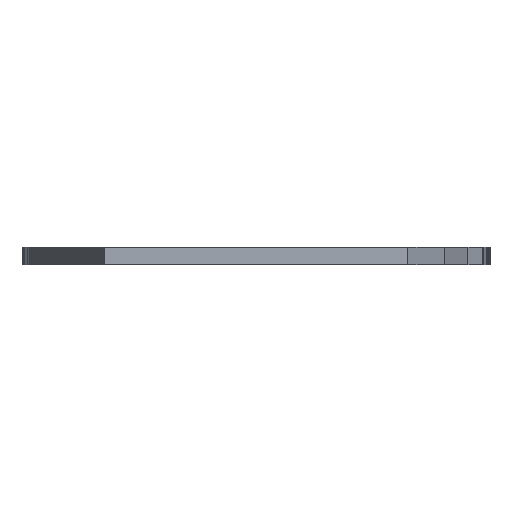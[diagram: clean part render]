
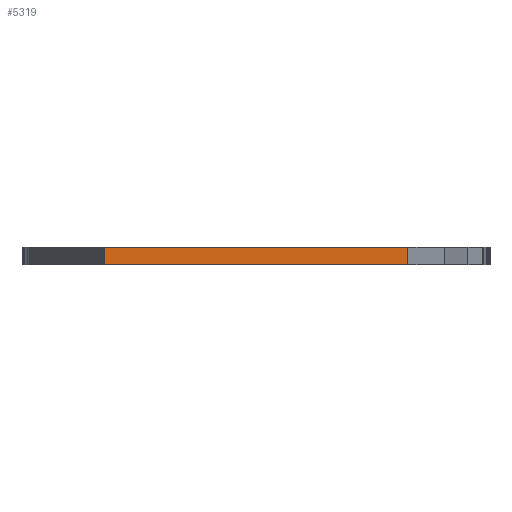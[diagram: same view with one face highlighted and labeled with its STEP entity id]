
A CAD part, front view. The second image highlights one B-rep face of the part: STEP entity #5319.
In plain terms, the highlighted planar face has unit normal (0, -1, 0).
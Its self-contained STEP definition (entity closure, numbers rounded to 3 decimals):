
#83 = PLANE('',#84);
#84 = AXIS2_PLACEMENT_3D('',#85,#86,#87);
#85 = CARTESIAN_POINT('',(2.025,0.047,1.6));
#86 = DIRECTION('',(0.,0.,1.));
#87 = DIRECTION('',(1.,0.,0.));
#137 = PLANE('',#138);
#138 = AXIS2_PLACEMENT_3D('',#139,#140,#141);
#139 = CARTESIAN_POINT('',(2.025,0.047,0.));
#140 = DIRECTION('',(0.,0.,1.));
#141 = DIRECTION('',(1.,0.,0.));
#862 = VERTEX_POINT('',#863);
#863 = CARTESIAN_POINT('',(-13.775,-22.923,0.));
#877 = PLANE('',#878);
#878 = AXIS2_PLACEMENT_3D('',#879,#880,#881);
#879 = CARTESIAN_POINT('',(-20.597,-8.293,0.));
#880 = DIRECTION('',(0.906,0.423,0.));
#881 = DIRECTION('',(0.423,-0.906,0.));
#889 = EDGE_CURVE('',#862,#890,#892,.T.);
#890 = VERTEX_POINT('',#891);
#891 = CARTESIAN_POINT('',(13.816,-22.923,0.));
#892 = SURFACE_CURVE('',#893,(#897,#904),.PCURVE_S1.);
#893 = LINE('',#894,#895);
#894 = CARTESIAN_POINT('',(-13.775,-22.923,0.));
#895 = VECTOR('',#896,1.);
#896 = DIRECTION('',(1.,0.,0.));
#897 = PCURVE('',#137,#898);
#898 = DEFINITIONAL_REPRESENTATION('',(#899),#903);
#899 = LINE('',#900,#901);
#900 = CARTESIAN_POINT('',(-15.8,-22.97));
#901 = VECTOR('',#902,1.);
#902 = DIRECTION('',(1.,0.));
#903 = ( GEOMETRIC_REPRESENTATION_CONTEXT(2) 
PARAMETRIC_REPRESENTATION_CONTEXT() REPRESENTATION_CONTEXT('2D SPACE',''
  ) );
#904 = PCURVE('',#905,#910);
#905 = PLANE('',#906);
#906 = AXIS2_PLACEMENT_3D('',#907,#908,#909);
#907 = CARTESIAN_POINT('',(-13.775,-22.923,0.));
#908 = DIRECTION('',(0.,1.,0.));
#909 = DIRECTION('',(1.,0.,0.));
#910 = DEFINITIONAL_REPRESENTATION('',(#911),#915);
#911 = LINE('',#912,#913);
#912 = CARTESIAN_POINT('',(0.,0.));
#913 = VECTOR('',#914,1.);
#914 = DIRECTION('',(1.,0.));
#915 = ( GEOMETRIC_REPRESENTATION_CONTEXT(2) 
PARAMETRIC_REPRESENTATION_CONTEXT() REPRESENTATION_CONTEXT('2D SPACE',''
  ) );
#933 = PLANE('',#934);
#934 = AXIS2_PLACEMENT_3D('',#935,#936,#937);
#935 = CARTESIAN_POINT('',(13.816,-22.923,0.));
#936 = DIRECTION('',(-0.907,0.421,0.));
#937 = DIRECTION('',(0.421,0.907,0.));
#2876 = VERTEX_POINT('',#2877);
#2877 = CARTESIAN_POINT('',(-13.775,-22.923,1.6));
#2898 = EDGE_CURVE('',#2876,#2899,#2901,.T.);
#2899 = VERTEX_POINT('',#2900);
#2900 = CARTESIAN_POINT('',(13.816,-22.923,1.6));
#2901 = SURFACE_CURVE('',#2902,(#2906,#2913),.PCURVE_S1.);
#2902 = LINE('',#2903,#2904);
#2903 = CARTESIAN_POINT('',(-13.775,-22.923,1.6));
#2904 = VECTOR('',#2905,1.);
#2905 = DIRECTION('',(1.,0.,0.));
#2906 = PCURVE('',#83,#2907);
#2907 = DEFINITIONAL_REPRESENTATION('',(#2908),#2912);
#2908 = LINE('',#2909,#2910);
#2909 = CARTESIAN_POINT('',(-15.8,-22.97));
#2910 = VECTOR('',#2911,1.);
#2911 = DIRECTION('',(1.,0.));
#2912 = ( GEOMETRIC_REPRESENTATION_CONTEXT(2) 
PARAMETRIC_REPRESENTATION_CONTEXT() REPRESENTATION_CONTEXT('2D SPACE',''
  ) );
#2913 = PCURVE('',#905,#2914);
#2914 = DEFINITIONAL_REPRESENTATION('',(#2915),#2919);
#2915 = LINE('',#2916,#2917);
#2916 = CARTESIAN_POINT('',(0.,-1.6));
#2917 = VECTOR('',#2918,1.);
#2918 = DIRECTION('',(1.,0.));
#2919 = ( GEOMETRIC_REPRESENTATION_CONTEXT(2) 
PARAMETRIC_REPRESENTATION_CONTEXT() REPRESENTATION_CONTEXT('2D SPACE',''
  ) );
#5271 = EDGE_CURVE('',#862,#2876,#5272,.T.);
#5272 = SURFACE_CURVE('',#5273,(#5277,#5284),.PCURVE_S1.);
#5273 = LINE('',#5274,#5275);
#5274 = CARTESIAN_POINT('',(-13.775,-22.923,0.));
#5275 = VECTOR('',#5276,1.);
#5276 = DIRECTION('',(0.,0.,1.));
#5277 = PCURVE('',#877,#5278);
#5278 = DEFINITIONAL_REPRESENTATION('',(#5279),#5283);
#5279 = LINE('',#5280,#5281);
#5280 = CARTESIAN_POINT('',(16.142,0.));
#5281 = VECTOR('',#5282,1.);
#5282 = DIRECTION('',(0.,-1.));
#5283 = ( GEOMETRIC_REPRESENTATION_CONTEXT(2) 
PARAMETRIC_REPRESENTATION_CONTEXT() REPRESENTATION_CONTEXT('2D SPACE',''
  ) );
#5284 = PCURVE('',#905,#5285);
#5285 = DEFINITIONAL_REPRESENTATION('',(#5286),#5290);
#5286 = LINE('',#5287,#5288);
#5287 = CARTESIAN_POINT('',(0.,0.));
#5288 = VECTOR('',#5289,1.);
#5289 = DIRECTION('',(0.,-1.));
#5290 = ( GEOMETRIC_REPRESENTATION_CONTEXT(2) 
PARAMETRIC_REPRESENTATION_CONTEXT() REPRESENTATION_CONTEXT('2D SPACE',''
  ) );
#5319 = ADVANCED_FACE('',(#5320),#905,.F.);
#5320 = FACE_BOUND('',#5321,.F.);
#5321 = EDGE_LOOP('',(#5322,#5323,#5324,#5345));
#5322 = ORIENTED_EDGE('',*,*,#5271,.T.);
#5323 = ORIENTED_EDGE('',*,*,#2898,.T.);
#5324 = ORIENTED_EDGE('',*,*,#5325,.F.);
#5325 = EDGE_CURVE('',#890,#2899,#5326,.T.);
#5326 = SURFACE_CURVE('',#5327,(#5331,#5338),.PCURVE_S1.);
#5327 = LINE('',#5328,#5329);
#5328 = CARTESIAN_POINT('',(13.816,-22.923,0.));
#5329 = VECTOR('',#5330,1.);
#5330 = DIRECTION('',(0.,0.,1.));
#5331 = PCURVE('',#905,#5332);
#5332 = DEFINITIONAL_REPRESENTATION('',(#5333),#5337);
#5333 = LINE('',#5334,#5335);
#5334 = CARTESIAN_POINT('',(27.592,0.));
#5335 = VECTOR('',#5336,1.);
#5336 = DIRECTION('',(0.,-1.));
#5337 = ( GEOMETRIC_REPRESENTATION_CONTEXT(2) 
PARAMETRIC_REPRESENTATION_CONTEXT() REPRESENTATION_CONTEXT('2D SPACE',''
  ) );
#5338 = PCURVE('',#933,#5339);
#5339 = DEFINITIONAL_REPRESENTATION('',(#5340),#5344);
#5340 = LINE('',#5341,#5342);
#5341 = CARTESIAN_POINT('',(0.,0.));
#5342 = VECTOR('',#5343,1.);
#5343 = DIRECTION('',(0.,-1.));
#5344 = ( GEOMETRIC_REPRESENTATION_CONTEXT(2) 
PARAMETRIC_REPRESENTATION_CONTEXT() REPRESENTATION_CONTEXT('2D SPACE',''
  ) );
#5345 = ORIENTED_EDGE('',*,*,#889,.F.);
